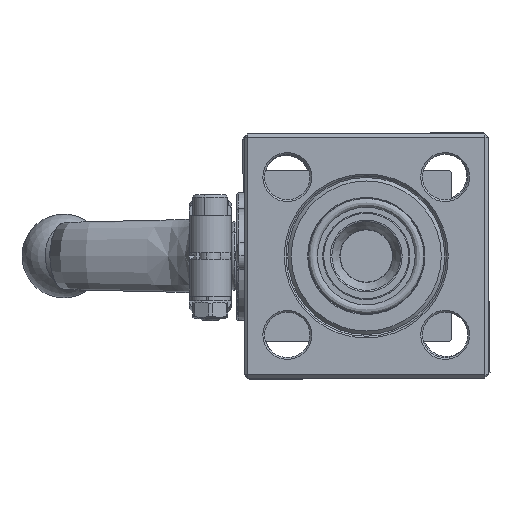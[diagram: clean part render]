
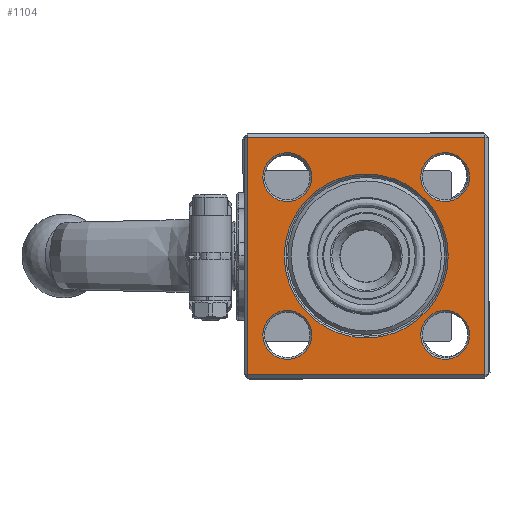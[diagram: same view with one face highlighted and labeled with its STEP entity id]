
A CAD part, left-side view. The second image highlights one B-rep face of the part: STEP entity #1104.
In plain terms, the highlighted planar face has unit normal (-1, 0, 0).
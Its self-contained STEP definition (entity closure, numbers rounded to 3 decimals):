
#1104=ADVANCED_FACE('',(#2644,#2645,#2646,#2647,#2648,#2649),#1541,.F.);
#1541=PLANE('',#7926);
#1756=LINE('',#11203,#2169);
#1757=LINE('',#11206,#2170);
#1758=LINE('',#11208,#2171);
#1759=LINE('',#11210,#2172);
#2169=VECTOR('',#9026,1.);
#2170=VECTOR('',#9027,1.);
#2171=VECTOR('',#9028,1.);
#2172=VECTOR('',#9029,1.);
#2644=FACE_BOUND('',#2951,.T.);
#2645=FACE_BOUND('',#2952,.T.);
#2646=FACE_BOUND('',#2953,.T.);
#2647=FACE_BOUND('',#2954,.T.);
#2648=FACE_BOUND('',#2955,.T.);
#2649=FACE_BOUND('',#2956,.T.);
#2951=EDGE_LOOP('',(#3693));
#2952=EDGE_LOOP('',(#3694));
#2953=EDGE_LOOP('',(#3695));
#2954=EDGE_LOOP('',(#3696));
#2955=EDGE_LOOP('',(#3697));
#2956=EDGE_LOOP('',(#3698,#3699,#3700,#3701));
#3693=ORIENTED_EDGE('',*,*,#6413,.T.);
#3694=ORIENTED_EDGE('',*,*,#6414,.T.);
#3695=ORIENTED_EDGE('',*,*,#6415,.T.);
#3696=ORIENTED_EDGE('',*,*,#6416,.T.);
#3697=ORIENTED_EDGE('',*,*,#6417,.T.);
#3698=ORIENTED_EDGE('',*,*,#6418,.T.);
#3699=ORIENTED_EDGE('',*,*,#6419,.T.);
#3700=ORIENTED_EDGE('',*,*,#6420,.T.);
#3701=ORIENTED_EDGE('',*,*,#6421,.T.);
#5675=VERTEX_POINT('',#11194);
#5676=VERTEX_POINT('',#11196);
#5677=VERTEX_POINT('',#11198);
#5678=VERTEX_POINT('',#11200);
#5679=VERTEX_POINT('',#11202);
#5680=VERTEX_POINT('',#11204);
#5681=VERTEX_POINT('',#11205);
#5682=VERTEX_POINT('',#11207);
#5683=VERTEX_POINT('',#11209);
#6413=EDGE_CURVE('',#5675,#5675,#7418,.T.);
#6414=EDGE_CURVE('',#5676,#5676,#7419,.T.);
#6415=EDGE_CURVE('',#5677,#5677,#7420,.T.);
#6416=EDGE_CURVE('',#5678,#5678,#7421,.T.);
#6417=EDGE_CURVE('',#5679,#5679,#7422,.T.);
#6418=EDGE_CURVE('',#5680,#5681,#1756,.T.);
#6419=EDGE_CURVE('',#5681,#5682,#1757,.T.);
#6420=EDGE_CURVE('',#5682,#5683,#1758,.T.);
#6421=EDGE_CURVE('',#5683,#5680,#1759,.T.);
#7418=CIRCLE('',#7921,23.5);
#7419=CIRCLE('',#7922,7.);
#7420=CIRCLE('',#7923,7.);
#7421=CIRCLE('',#7924,7.);
#7422=CIRCLE('',#7925,7.);
#7921=AXIS2_PLACEMENT_3D('',#11193,#9016,#9017);
#7922=AXIS2_PLACEMENT_3D('',#11195,#9018,#9019);
#7923=AXIS2_PLACEMENT_3D('',#11197,#9020,#9021);
#7924=AXIS2_PLACEMENT_3D('',#11199,#9022,#9023);
#7925=AXIS2_PLACEMENT_3D('',#11201,#9024,#9025);
#7926=AXIS2_PLACEMENT_3D('',#11211,#9030,#9031);
#9016=DIRECTION('',(1.,0.,0.));
#9017=DIRECTION('',(0.,0.,-1.));
#9018=DIRECTION('',(1.,0.,0.));
#9019=DIRECTION('',(0.,0.,-1.));
#9020=DIRECTION('',(1.,0.,0.));
#9021=DIRECTION('',(0.,0.,-1.));
#9022=DIRECTION('',(1.,0.,0.));
#9023=DIRECTION('',(0.,0.,-1.));
#9024=DIRECTION('',(1.,0.,0.));
#9025=DIRECTION('',(0.,0.,-1.));
#9026=DIRECTION('',(0.,-1.,0.));
#9027=DIRECTION('',(0.,0.,1.));
#9028=DIRECTION('',(0.,1.,0.));
#9029=DIRECTION('',(0.,0.,-1.));
#9030=DIRECTION('',(1.,0.,0.));
#9031=DIRECTION('',(0.,0.,-1.));
#11193=CARTESIAN_POINT('',(5.,0.,0.));
#11194=CARTESIAN_POINT('',(5.,0.,-23.5));
#11195=CARTESIAN_POINT('',(5.,-22.627,22.627));
#11196=CARTESIAN_POINT('',(5.,-22.627,15.627));
#11197=CARTESIAN_POINT('',(5.,-22.627,-22.627));
#11198=CARTESIAN_POINT('',(5.,-22.627,-29.627));
#11199=CARTESIAN_POINT('',(5.,22.627,22.627));
#11200=CARTESIAN_POINT('',(5.,22.627,15.627));
#11201=CARTESIAN_POINT('',(5.,22.627,-22.627));
#11202=CARTESIAN_POINT('',(5.,22.627,-29.627));
#11203=CARTESIAN_POINT('',(5.,0.,-34.));
#11204=CARTESIAN_POINT('',(5.,34.,-34.));
#11205=CARTESIAN_POINT('',(5.,-34.,-34.));
#11206=CARTESIAN_POINT('',(5.,-34.,0.));
#11207=CARTESIAN_POINT('',(5.,-34.,34.));
#11208=CARTESIAN_POINT('',(5.,0.,34.));
#11209=CARTESIAN_POINT('',(5.,34.,34.));
#11210=CARTESIAN_POINT('',(5.,34.,0.));
#11211=CARTESIAN_POINT('',(5.,0.,0.));
